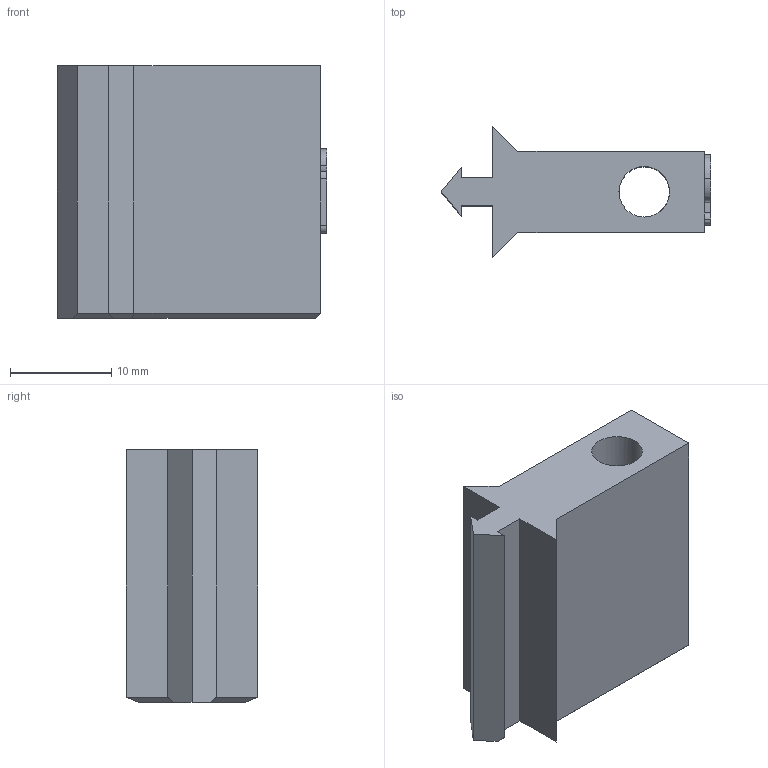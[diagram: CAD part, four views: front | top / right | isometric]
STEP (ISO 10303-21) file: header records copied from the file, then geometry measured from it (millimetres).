
FILE_DESCRIPTION(/* description */ (''),/* implementation_level */ '2;1');
FILE_NAME(/* name */ 'Guide_Rail.stp',/* time_stamp */ '2019-02-17T16:30:43+01:00',/* author */ ('janbe'),/* organization */ (''),/* preprocessor_version */ 'ST-DEVELOPER v17',/* originating_system */ 'Autodesk Inventor 2019',/* authorisation */ '');
FILE_SCHEMA (('AUTOMOTIVE_DESIGN { 1 0 10303 214 3 1 1 }'));
Length unit declared in the file: millimetre
Products named in the file (1): Führung
Bounding box: 26.7 x 13 x 25 mm (x, y, z)
Volume: 4123.3 mm3; surface area: 2698 mm2
Topology: 1 solids, 1 shells, 58 faces, 158 edges, 102 vertices
Faces by surface type: plane 32, bspline 22, cylinder 3, cone 1
Full cylindrical faces by diameter (mm): 3.8 x2, 5 x1
Entity records: 2085 total; most frequent: CARTESIAN_POINT 731, ORIENTED_EDGE 316, DIRECTION 188, EDGE_CURVE 158, LINE 102, VECTOR 102, VERTEX_POINT 102, EDGE_LOOP 64
